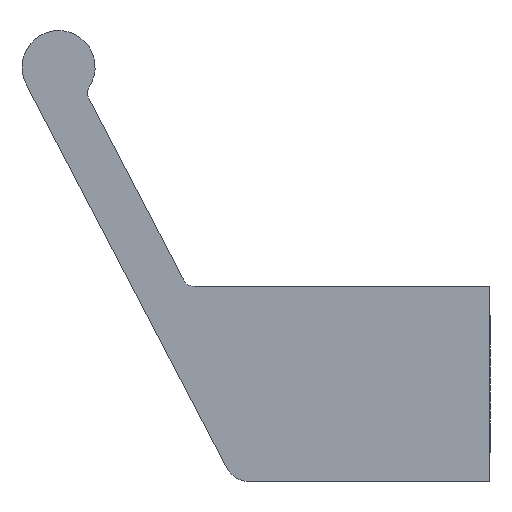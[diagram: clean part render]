
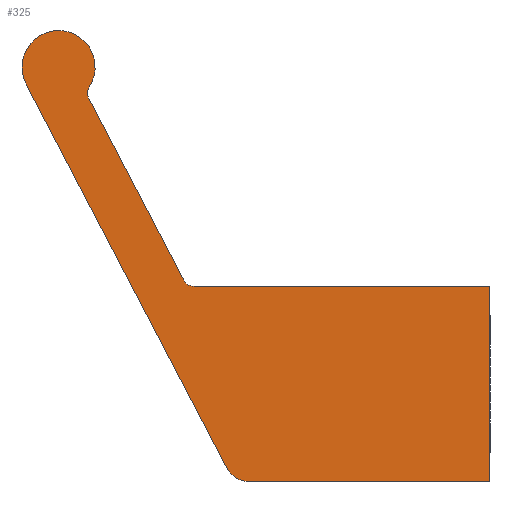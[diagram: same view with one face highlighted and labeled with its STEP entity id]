
A CAD part, left-side view. The second image highlights one B-rep face of the part: STEP entity #325.
In plain terms, the highlighted planar face has unit normal (-1, 0, 0).
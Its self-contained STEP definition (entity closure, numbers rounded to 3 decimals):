
#2 = VERTEX_POINT ( 'NONE', #315 ) ;
#8 = EDGE_CURVE ( 'NONE', #369, #199, #297, .T. ) ;
#17 = DIRECTION ( 'NONE',  ( 0., 1., 0. ) ) ;
#20 = CARTESIAN_POINT ( 'NONE',  ( -90., 16.434, 12.196 ) ) ;
#43 = DIRECTION ( 'NONE',  ( 1., 0., 0. ) ) ;
#48 = EDGE_CURVE ( 'NONE', #242, #516, #517, .T. ) ;
#49 = FACE_OUTER_BOUND ( 'NONE', #636, .T. ) ;
#56 = EDGE_CURVE ( 'NONE', #88, #552, #301, .T. ) ;
#68 = DIRECTION ( 'NONE',  ( 0., -1., 0. ) ) ;
#88 = VERTEX_POINT ( 'NONE', #109 ) ;
#109 = CARTESIAN_POINT ( 'NONE',  ( -90., 0., 4. ) ) ;
#112 = ORIENTED_EDGE ( 'NONE', *, *, #134, .F. ) ;
#116 = LINE ( 'NONE', #324, #318 ) ;
#134 = EDGE_CURVE ( 'NONE', #199, #88, #116, .T. ) ;
#143 = DIRECTION ( 'NONE',  ( 0., 0., -1. ) ) ;
#151 = VERTEX_POINT ( 'NONE', #274 ) ;
#152 = EDGE_CURVE ( 'NONE', #2, #151, #410, .T. ) ;
#159 = DIRECTION ( 'NONE',  ( 0., 0., 1. ) ) ;
#163 = EDGE_CURVE ( 'NONE', #516, #369, #376, .T. ) ;
#173 = CARTESIAN_POINT ( 'NONE',  ( -90., 10.786, -3.463 ) ) ;
#192 = CARTESIAN_POINT ( 'NONE',  ( -90., 17.7, 13. ) ) ;
#194 = ORIENTED_EDGE ( 'NONE', *, *, #471, .F. ) ;
#199 = VERTEX_POINT ( 'NONE', #326 ) ;
#201 = DIRECTION ( 'NONE',  ( 0., 0., 1. ) ) ;
#203 = CARTESIAN_POINT ( 'NONE',  ( -90., 16.454, 11.697 ) ) ;
#215 = AXIS2_PLACEMENT_3D ( 'NONE', #586, #270, #478 ) ;
#221 = EDGE_CURVE ( 'NONE', #232, #2, #282, .T. ) ;
#232 = VERTEX_POINT ( 'NONE', #173 ) ;
#237 = DIRECTION ( 'NONE',  ( 0., 0.463, 0.886 ) ) ;
#242 = VERTEX_POINT ( 'NONE', #20 ) ;
#244 = AXIS2_PLACEMENT_3D ( 'NONE', #296, #511, #201 ) ;
#245 = VERTEX_POINT ( 'NONE', #334 ) ;
#251 = CARTESIAN_POINT ( 'NONE',  ( -90., 9.9, -3. ) ) ;
#260 = DIRECTION ( 'NONE',  ( 0., 0., -1. ) ) ;
#269 = CIRCLE ( 'NONE', #575, 1.5 ) ;
#270 = DIRECTION ( 'NONE',  ( 1., 0., 0. ) ) ;
#274 = CARTESIAN_POINT ( 'NONE',  ( -90., 17.7, 14.5 ) ) ;
#282 = LINE ( 'NONE', #538, #397 ) ;
#296 = CARTESIAN_POINT ( 'NONE',  ( -90., 16.011, 11.928 ) ) ;
#297 = CIRCLE ( 'NONE', #358, 0.5 ) ;
#301 = LINE ( 'NONE', #617, #605 ) ;
#312 = CARTESIAN_POINT ( 'NONE',  ( -90., 12.128, 4.5 ) ) ;
#315 = CARTESIAN_POINT ( 'NONE',  ( -90., 19.029, 12.305 ) ) ;
#318 = VECTOR ( 'NONE', #68, 1000. ) ;
#324 = CARTESIAN_POINT ( 'NONE',  ( -90., 12.128, 4. ) ) ;
#325 = ADVANCED_FACE ( 'NONE', ( #49 ), #416, .F. ) ;
#326 = CARTESIAN_POINT ( 'NONE',  ( -90., 12.128, 4. ) ) ;
#330 = CARTESIAN_POINT ( 'NONE',  ( -90., 16.454, 11.697 ) ) ;
#333 = ORIENTED_EDGE ( 'NONE', *, *, #656, .F. ) ;
#334 = CARTESIAN_POINT ( 'NONE',  ( -90., 9.9, -4. ) ) ;
#354 = ORIENTED_EDGE ( 'NONE', *, *, #152, .F. ) ;
#358 = AXIS2_PLACEMENT_3D ( 'NONE', #312, #418, #159 ) ;
#369 = VERTEX_POINT ( 'NONE', #676 ) ;
#376 = LINE ( 'NONE', #330, #437 ) ;
#397 = VECTOR ( 'NONE', #237, 1000. ) ;
#408 = ORIENTED_EDGE ( 'NONE', *, *, #48, .F. ) ;
#410 = CIRCLE ( 'NONE', #215, 1.5 ) ;
#416 = PLANE ( 'NONE',  #509 ) ;
#418 = DIRECTION ( 'NONE',  ( -1., 0., 0. ) ) ;
#423 = ORIENTED_EDGE ( 'NONE', *, *, #572, .F. ) ;
#437 = VECTOR ( 'NONE', #590, 1000. ) ;
#471 = EDGE_CURVE ( 'NONE', #245, #232, #497, .T. ) ;
#476 = ORIENTED_EDGE ( 'NONE', *, *, #221, .F. ) ;
#478 = DIRECTION ( 'NONE',  ( 0., 0., -1. ) ) ;
#497 = CIRCLE ( 'NONE', #539, 1. ) ;
#509 = AXIS2_PLACEMENT_3D ( 'NONE', #519, #624, #260 ) ;
#511 = DIRECTION ( 'NONE',  ( -1., 0., 0. ) ) ;
#512 = CARTESIAN_POINT ( 'NONE',  ( -90., 0., -4. ) ) ;
#516 = VERTEX_POINT ( 'NONE', #203 ) ;
#517 = CIRCLE ( 'NONE', #244, 0.5 ) ;
#519 = CARTESIAN_POINT ( 'NONE',  ( -90., 9.9, -3. ) ) ;
#533 = CARTESIAN_POINT ( 'NONE',  ( -90., 0., -4. ) ) ;
#538 = CARTESIAN_POINT ( 'NONE',  ( -90., 10.786, -3.463 ) ) ;
#539 = AXIS2_PLACEMENT_3D ( 'NONE', #251, #555, #563 ) ;
#552 = VERTEX_POINT ( 'NONE', #512 ) ;
#555 = DIRECTION ( 'NONE',  ( 1., 0., 0. ) ) ;
#563 = DIRECTION ( 'NONE',  ( 0., 0., -1. ) ) ;
#572 = EDGE_CURVE ( 'NONE', #151, #242, #269, .T. ) ;
#575 = AXIS2_PLACEMENT_3D ( 'NONE', #192, #43, #657 ) ;
#586 = CARTESIAN_POINT ( 'NONE',  ( -90., 17.7, 13. ) ) ;
#588 = LINE ( 'NONE', #533, #640 ) ;
#590 = DIRECTION ( 'NONE',  ( 0., -0.463, -0.886 ) ) ;
#598 = ORIENTED_EDGE ( 'NONE', *, *, #8, .F. ) ;
#604 = ORIENTED_EDGE ( 'NONE', *, *, #163, .F. ) ;
#605 = VECTOR ( 'NONE', #143, 1000. ) ;
#614 = ORIENTED_EDGE ( 'NONE', *, *, #56, .F. ) ;
#617 = CARTESIAN_POINT ( 'NONE',  ( -90., 0., 4. ) ) ;
#624 = DIRECTION ( 'NONE',  ( 1., 0., 0. ) ) ;
#636 = EDGE_LOOP ( 'NONE', ( #333, #614, #112, #598, #604, #408, #423, #354, #476, #194 ) ) ;
#640 = VECTOR ( 'NONE', #17, 1000. ) ;
#656 = EDGE_CURVE ( 'NONE', #552, #245, #588, .T. ) ;
#657 = DIRECTION ( 'NONE',  ( 0., 0., -1. ) ) ;
#676 = CARTESIAN_POINT ( 'NONE',  ( -90., 12.571, 4.268 ) ) ;
